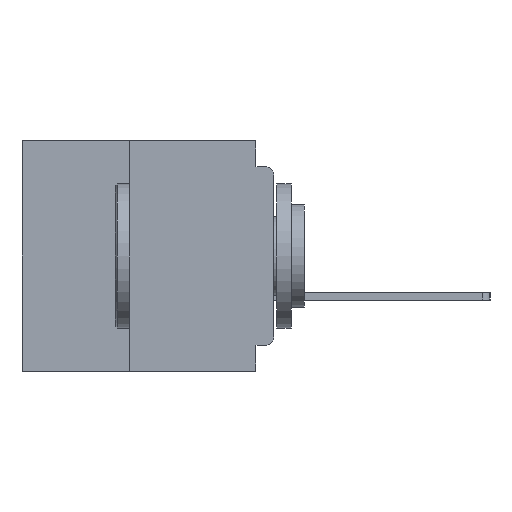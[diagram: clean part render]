
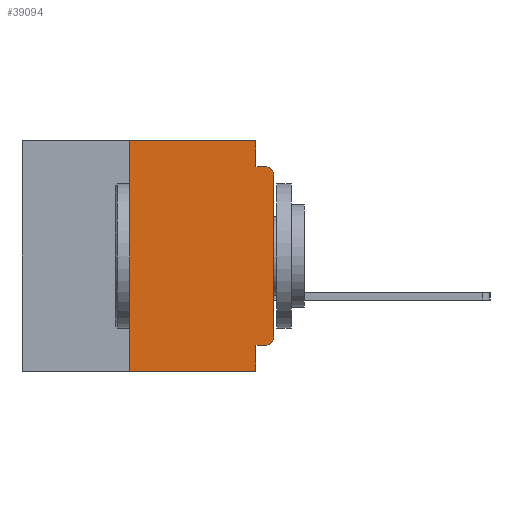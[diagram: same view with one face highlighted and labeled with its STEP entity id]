
A CAD part, left-side view. The second image highlights one B-rep face of the part: STEP entity #39094.
In plain terms, the highlighted planar face has unit normal (-1, 0, 0).
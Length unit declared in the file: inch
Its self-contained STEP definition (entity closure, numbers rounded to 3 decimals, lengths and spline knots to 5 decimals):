
#1465 = VERTEX_POINT ( 'NONE', #37176 ) ;
#2713 = VECTOR ( 'NONE', #5688, 39.37008 ) ;
#5675 = LINE ( 'NONE', #22018, #37596 ) ;
#5688 = DIRECTION ( 'NONE',  ( 0., -1., 0. ) ) ;
#5981 = ORIENTED_EDGE ( 'NONE', *, *, #19409, .F. ) ;
#6243 = VERTEX_POINT ( 'NONE', #51661 ) ;
#6263 = VECTOR ( 'NONE', #43542, 39.37008 ) ;
#6299 = ORIENTED_EDGE ( 'NONE', *, *, #42151, .F. ) ;
#7157 = VERTEX_POINT ( 'NONE', #37463 ) ;
#7309 = EDGE_CURVE ( 'NONE', #42912, #6243, #19635, .T. ) ;
#7333 = ORIENTED_EDGE ( 'NONE', *, *, #47439, .T. ) ;
#8076 = DIRECTION ( 'NONE',  ( 0., 0., 1. ) ) ;
#8406 = PLANE ( 'NONE',  #43308 ) ;
#9790 = ORIENTED_EDGE ( 'NONE', *, *, #20906, .F. ) ;
#11393 = VERTEX_POINT ( 'NONE', #46248 ) ;
#12453 = DIRECTION ( 'NONE',  ( 0., 0., -1. ) ) ;
#12659 = ORIENTED_EDGE ( 'NONE', *, *, #7309, .T. ) ;
#12720 = VERTEX_POINT ( 'NONE', #34992 ) ;
#13635 = CARTESIAN_POINT ( 'NONE',  ( 0., 0.015, -0.34 ) ) ;
#15112 = LINE ( 'NONE', #22204, #2713 ) ;
#15273 = CARTESIAN_POINT ( 'NONE',  ( 0., 0.015, -0.355 ) ) ;
#16781 = DIRECTION ( 'NONE',  ( 0., 0., -1. ) ) ;
#17008 = DIRECTION ( 'NONE',  ( -1., 0., 0. ) ) ;
#17798 = DIRECTION ( 'NONE',  ( 0., 0., -1. ) ) ;
#18073 = CARTESIAN_POINT ( 'NONE',  ( 0., 0.031, -0.4 ) ) ;
#18631 = FACE_OUTER_BOUND ( 'NONE', #29273, .T. ) ;
#18718 = CARTESIAN_POINT ( 'NONE',  ( 0., 0., -0.355 ) ) ;
#19409 = EDGE_CURVE ( 'NONE', #1465, #7157, #5675, .T. ) ;
#19635 = CIRCLE ( 'NONE', #24479, 0.015 ) ;
#20027 = EDGE_CURVE ( 'NONE', #42912, #27914, #51576, .T. ) ;
#20906 = EDGE_CURVE ( 'NONE', #11393, #45040, #25849, .T. ) ;
#20997 = EDGE_CURVE ( 'NONE', #12720, #23758, #42658, .T. ) ;
#21797 = ORIENTED_EDGE ( 'NONE', *, *, #33847, .T. ) ;
#22018 = CARTESIAN_POINT ( 'NONE',  ( 0., 0.031, 0. ) ) ;
#22204 = CARTESIAN_POINT ( 'NONE',  ( 0., 0.437, 0. ) ) ;
#23758 = VERTEX_POINT ( 'NONE', #27714 ) ;
#24479 = AXIS2_PLACEMENT_3D ( 'NONE', #13635, #42614, #17798 ) ;
#24793 = CARTESIAN_POINT ( 'NONE',  ( 0., 0.031, -0.4 ) ) ;
#25673 = LINE ( 'NONE', #50182, #36744 ) ;
#25849 = LINE ( 'NONE', #49362, #46533 ) ;
#26241 = DIRECTION ( 'NONE',  ( 0., 0., -1. ) ) ;
#26556 = ORIENTED_EDGE ( 'NONE', *, *, #49499, .F. ) ;
#27714 = CARTESIAN_POINT ( 'NONE',  ( 0., 0.015, -0.045 ) ) ;
#27914 = VERTEX_POINT ( 'NONE', #35926 ) ;
#29273 = EDGE_LOOP ( 'NONE', ( #7333, #39443, #26556, #5981, #6299, #9790, #21797, #47020, #36336, #12659 ) ) ;
#29498 = DIRECTION ( 'NONE',  ( 0., 0., 1. ) ) ;
#33285 = EDGE_CURVE ( 'NONE', #27914, #42166, #51829, .T. ) ;
#33847 = EDGE_CURVE ( 'NONE', #11393, #42166, #44079, .T. ) ;
#34992 = CARTESIAN_POINT ( 'NONE',  ( 0., 0., -0.06 ) ) ;
#35185 = VECTOR ( 'NONE', #40169, 39.37008 ) ;
#35926 = CARTESIAN_POINT ( 'NONE',  ( 0., 0.031, -0.355 ) ) ;
#36336 = ORIENTED_EDGE ( 'NONE', *, *, #20027, .F. ) ;
#36744 = VECTOR ( 'NONE', #29498, 39.37008 ) ;
#36750 = CARTESIAN_POINT ( 'NONE',  ( 0., 0.437, -0.4 ) ) ;
#37176 = CARTESIAN_POINT ( 'NONE',  ( 0., 0.031, 0. ) ) ;
#37463 = CARTESIAN_POINT ( 'NONE',  ( 0., 0.031, -0.045 ) ) ;
#37499 = CARTESIAN_POINT ( 'NONE',  ( 0., 0.437, 0. ) ) ;
#37596 = VECTOR ( 'NONE', #26241, 39.37008 ) ;
#38418 = VECTOR ( 'NONE', #12453, 39.37008 ) ;
#39094 = ADVANCED_FACE ( 'NONE', ( #18631 ), #8406, .F. ) ;
#39443 = ORIENTED_EDGE ( 'NONE', *, *, #20997, .T. ) ;
#40169 = DIRECTION ( 'NONE',  ( 0., -1., 0. ) ) ;
#40892 = DIRECTION ( 'NONE',  ( 0., -1., 0. ) ) ;
#40936 = AXIS2_PLACEMENT_3D ( 'NONE', #41833, #17008, #45964 ) ;
#41609 = DIRECTION ( 'NONE',  ( 1., 0., 0. ) ) ;
#41833 = CARTESIAN_POINT ( 'NONE',  ( 0., 0.015, -0.06 ) ) ;
#42151 = EDGE_CURVE ( 'NONE', #45040, #1465, #15112, .T. ) ;
#42166 = VERTEX_POINT ( 'NONE', #18073 ) ;
#42614 = DIRECTION ( 'NONE',  ( -1., 0., 0. ) ) ;
#42658 = CIRCLE ( 'NONE', #40936, 0.015 ) ;
#42912 = VERTEX_POINT ( 'NONE', #15273 ) ;
#43308 = AXIS2_PLACEMENT_3D ( 'NONE', #37499, #41609, #16781 ) ;
#43542 = DIRECTION ( 'NONE',  ( 0., 1., 0. ) ) ;
#44079 = LINE ( 'NONE', #36750, #53676 ) ;
#45040 = VERTEX_POINT ( 'NONE', #53256 ) ;
#45964 = DIRECTION ( 'NONE',  ( 0., 0., -1. ) ) ;
#46115 = LINE ( 'NONE', #52277, #35185 ) ;
#46248 = CARTESIAN_POINT ( 'NONE',  ( 0., 0.25, -0.4 ) ) ;
#46533 = VECTOR ( 'NONE', #8076, 39.37008 ) ;
#47020 = ORIENTED_EDGE ( 'NONE', *, *, #33285, .F. ) ;
#47439 = EDGE_CURVE ( 'NONE', #6243, #12720, #25673, .T. ) ;
#49362 = CARTESIAN_POINT ( 'NONE',  ( 0., 0.25, -0.4 ) ) ;
#49499 = EDGE_CURVE ( 'NONE', #7157, #23758, #46115, .T. ) ;
#50182 = CARTESIAN_POINT ( 'NONE',  ( 0., 0., 0. ) ) ;
#51576 = LINE ( 'NONE', #18718, #6263 ) ;
#51661 = CARTESIAN_POINT ( 'NONE',  ( 0., 0., -0.34 ) ) ;
#51829 = LINE ( 'NONE', #24793, #38418 ) ;
#52277 = CARTESIAN_POINT ( 'NONE',  ( 0., 0., -0.045 ) ) ;
#53256 = CARTESIAN_POINT ( 'NONE',  ( 0., 0.25, 0. ) ) ;
#53676 = VECTOR ( 'NONE', #40892, 39.37008 ) ;
